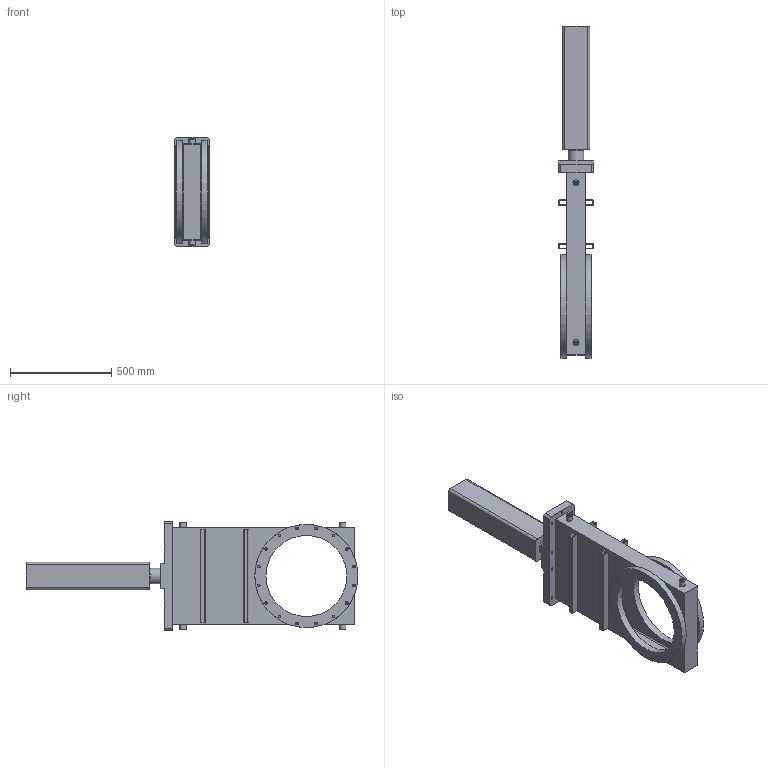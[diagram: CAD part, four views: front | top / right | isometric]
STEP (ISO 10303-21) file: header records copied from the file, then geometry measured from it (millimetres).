
FILE_DESCRIPTION(('STEP AP203'), '1');
FILE_NAME('ÇÂÏëÏ-400 îáîëî÷êà', '', ('UNSPECIFIED'), ('UNSPECIFIED'), 'C3D Converter', 'C3D Toolkit', '');
FILE_SCHEMA(('CONFIG_CONTROL_DESIGN'));
Length unit declared in the file: millimetre
Bounding box: 172 x 1641 x 540 mm (x, y, z)
Surface area: 2784681.8 mm2 (no closed solid volume)
Topology: 0 solids, 4 shells, 220 faces, 580 edges, 376 vertices
Faces by surface type: cylinder 99, plane 84, cone 35, torus 2
Full cylindrical faces by diameter (mm): 10.106 x32, 10.11 x4, 13 x10, 17 x4, 30 x4, 76 x1, 400 x2, 510 x2
Entity records: 8260 total; most frequent: DIRECTION 1190, CARTESIAN_POINT 1081, ORIENTED_EDGE 906, AXIS2_PLACEMENT_3D 485, EDGE_CURVE 484, EDGE_LOOP 393, VERTEX_POINT 376, CIRCLE 264
